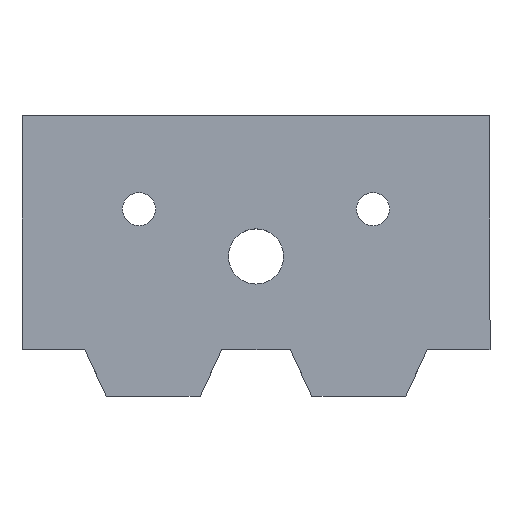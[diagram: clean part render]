
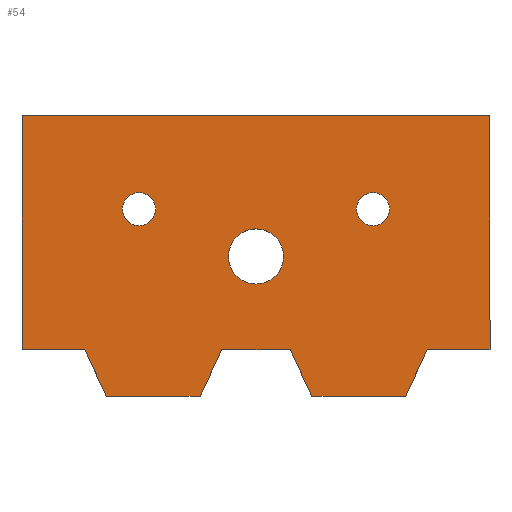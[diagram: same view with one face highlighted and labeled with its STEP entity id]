
A CAD part, top view. The second image highlights one B-rep face of the part: STEP entity #54.
In plain terms, the highlighted planar face has unit normal (0, 0, 1).
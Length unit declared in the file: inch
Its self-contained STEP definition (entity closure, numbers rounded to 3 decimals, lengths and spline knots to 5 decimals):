
#2 = LINE ( 'NONE', #288, #663 ) ;
#6 = VERTEX_POINT ( 'NONE', #522 ) ;
#10 = EDGE_LOOP ( 'NONE', ( #341, #584 ) ) ;
#13 = DIRECTION ( 'NONE',  ( 1., 0., 0. ) ) ;
#23 = ORIENTED_EDGE ( 'NONE', *, *, #467, .F. ) ;
#28 = VERTEX_POINT ( 'NONE', #421 ) ;
#34 = DIRECTION ( 'NONE',  ( 0., 0., 1. ) ) ;
#35 = DIRECTION ( 'NONE',  ( 1., 0., 0. ) ) ;
#44 = ORIENTED_EDGE ( 'NONE', *, *, #646, .T. ) ;
#46 = CARTESIAN_POINT ( 'NONE',  ( 2.5, -0.99465, 0.5 ) ) ;
#49 = EDGE_LOOP ( 'NONE', ( #363, #696 ) ) ;
#54 = ADVANCED_FACE ( 'NONE', ( #182, #724, #59, #168 ), #196, .T. ) ;
#59 = FACE_BOUND ( 'NONE', #389, .T. ) ;
#69 = EDGE_CURVE ( 'NONE', #136, #262, #466, .T. ) ;
#73 = CIRCLE ( 'NONE', #213, 0.17717 ) ;
#74 = VERTEX_POINT ( 'NONE', #143 ) ;
#78 = CARTESIAN_POINT ( 'NONE',  ( 0., -0.99465, 0.5 ) ) ;
#82 = VECTOR ( 'NONE', #195, 39.37008 ) ;
#84 = EDGE_CURVE ( 'NONE', #707, #590, #567, .T. ) ;
#91 = CARTESIAN_POINT ( 'NONE',  ( 0., 1.50535, 0.5 ) ) ;
#93 = ORIENTED_EDGE ( 'NONE', *, *, #698, .T. ) ;
#94 = CARTESIAN_POINT ( 'NONE',  ( 0., 0., 0.5 ) ) ;
#97 = AXIS2_PLACEMENT_3D ( 'NONE', #300, #34, #417 ) ;
#105 = CARTESIAN_POINT ( 'NONE',  ( 1.83071, -0.99465, 0.5 ) ) ;
#119 = EDGE_CURVE ( 'NONE', #28, #260, #265, .T. ) ;
#127 = EDGE_CURVE ( 'NONE', #262, #136, #628, .T. ) ;
#128 = AXIS2_PLACEMENT_3D ( 'NONE', #403, #176, #279 ) ;
#134 = VERTEX_POINT ( 'NONE', #303 ) ;
#136 = VERTEX_POINT ( 'NONE', #140 ) ;
#140 = CARTESIAN_POINT ( 'NONE',  ( 0.29528, 0., 0.5 ) ) ;
#143 = CARTESIAN_POINT ( 'NONE',  ( -2.5, -0.99465, 0.5 ) ) ;
#146 = CARTESIAN_POINT ( 'NONE',  ( 0.08166, -0.03808, 0.5 ) ) ;
#161 = ORIENTED_EDGE ( 'NONE', *, *, #538, .F. ) ;
#167 = EDGE_CURVE ( 'NONE', #332, #134, #475, .T. ) ;
#168 = FACE_BOUND ( 'NONE', #49, .T. ) ;
#170 = ORIENTED_EDGE ( 'NONE', *, *, #504, .F. ) ;
#175 = CARTESIAN_POINT ( 'NONE',  ( 1.25, 0.50535, 0.5 ) ) ;
#176 = DIRECTION ( 'NONE',  ( 0., 0., -1. ) ) ;
#182 = FACE_OUTER_BOUND ( 'NONE', #635, .T. ) ;
#195 = DIRECTION ( 'NONE',  ( 1., 0., 0. ) ) ;
#196 = PLANE ( 'NONE',  #511 ) ;
#204 = LINE ( 'NONE', #600, #492 ) ;
#205 = CARTESIAN_POINT ( 'NONE',  ( -1.88471, -0.87885, 0.5 ) ) ;
#213 = AXIS2_PLACEMENT_3D ( 'NONE', #579, #297, #574 ) ;
#237 = CARTESIAN_POINT ( 'NONE',  ( -1.42717, 0.50535, 0.5 ) ) ;
#245 = CARTESIAN_POINT ( 'NONE',  ( 0., -0.99465, 0.5 ) ) ;
#250 = CARTESIAN_POINT ( 'NONE',  ( -2.5, 0., 0.5 ) ) ;
#260 = VERTEX_POINT ( 'NONE', #433 ) ;
#262 = VERTEX_POINT ( 'NONE', #723 ) ;
#265 = LINE ( 'NONE', #91, #680 ) ;
#269 = DIRECTION ( 'NONE',  ( 0.423, -0.906, 0. ) ) ;
#274 = LINE ( 'NONE', #669, #712 ) ;
#278 = DIRECTION ( 'NONE',  ( -1., 0., 0. ) ) ;
#279 = DIRECTION ( 'NONE',  ( 1., 0., 0. ) ) ;
#288 = CARTESIAN_POINT ( 'NONE',  ( 0., -0.99465, 0.5 ) ) ;
#297 = DIRECTION ( 'NONE',  ( 0., 0., -1. ) ) ;
#300 = CARTESIAN_POINT ( 'NONE',  ( 0., 0., 0.5 ) ) ;
#303 = CARTESIAN_POINT ( 'NONE',  ( -1.59755, -1.49465, 0.5 ) ) ;
#311 = DIRECTION ( 'NONE',  ( 0., 1., 0. ) ) ;
#313 = VERTEX_POINT ( 'NONE', #46 ) ;
#332 = VERTEX_POINT ( 'NONE', #665 ) ;
#336 = DIRECTION ( 'NONE',  ( 0., 0., 1. ) ) ;
#338 = LINE ( 'NONE', #619, #508 ) ;
#341 = ORIENTED_EDGE ( 'NONE', *, *, #127, .F. ) ;
#342 = CARTESIAN_POINT ( 'NONE',  ( 1.59755, -1.49465, 0.5 ) ) ;
#346 = CARTESIAN_POINT ( 'NONE',  ( -1.07283, 0.50535, 0.5 ) ) ;
#349 = VECTOR ( 'NONE', #368, 39.37008 ) ;
#351 = CARTESIAN_POINT ( 'NONE',  ( -0.3644, -0.99465, 0.5 ) ) ;
#354 = EDGE_CURVE ( 'NONE', #313, #260, #274, .T. ) ;
#358 = AXIS2_PLACEMENT_3D ( 'NONE', #175, #514, #566 ) ;
#361 = DIRECTION ( 'NONE',  ( 0., 0., 1. ) ) ;
#362 = ORIENTED_EDGE ( 'NONE', *, *, #711, .F. ) ;
#363 = ORIENTED_EDGE ( 'NONE', *, *, #528, .T. ) ;
#364 = DIRECTION ( 'NONE',  ( 0., 0., 1. ) ) ;
#365 = LINE ( 'NONE', #393, #610 ) ;
#368 = DIRECTION ( 'NONE',  ( -0.423, -0.906, 0. ) ) ;
#375 = VECTOR ( 'NONE', #278, 39.37008 ) ;
#382 = AXIS2_PLACEMENT_3D ( 'NONE', #470, #361, #697 ) ;
#385 = CIRCLE ( 'NONE', #128, 0.17717 ) ;
#389 = EDGE_LOOP ( 'NONE', ( #161, #621 ) ) ;
#391 = ORIENTED_EDGE ( 'NONE', *, *, #426, .T. ) ;
#393 = CARTESIAN_POINT ( 'NONE',  ( 0., -1.49465, 0.5 ) ) ;
#403 = CARTESIAN_POINT ( 'NONE',  ( -1.25, 0.50535, 0.5 ) ) ;
#409 = VECTOR ( 'NONE', #311, 39.37008 ) ;
#411 = DIRECTION ( 'NONE',  ( 0.423, -0.906, 0. ) ) ;
#417 = DIRECTION ( 'NONE',  ( 1., 0., 0. ) ) ;
#420 = AXIS2_PLACEMENT_3D ( 'NONE', #507, #336, #679 ) ;
#421 = CARTESIAN_POINT ( 'NONE',  ( -2.5, 1.50535, 0.5 ) ) ;
#426 = EDGE_CURVE ( 'NONE', #6, #681, #338, .T. ) ;
#433 = CARTESIAN_POINT ( 'NONE',  ( 2.5, 1.50535, 0.5 ) ) ;
#440 = LINE ( 'NONE', #245, #82 ) ;
#453 = LINE ( 'NONE', #146, #349 ) ;
#466 = CIRCLE ( 'NONE', #382, 0.29528 ) ;
#467 = EDGE_CURVE ( 'NONE', #582, #134, #365, .T. ) ;
#470 = CARTESIAN_POINT ( 'NONE',  ( 0., 0., 0.5 ) ) ;
#475 = LINE ( 'NONE', #205, #592 ) ;
#477 = CARTESIAN_POINT ( 'NONE',  ( 1.88471, -0.87885, 0.5 ) ) ;
#487 = CARTESIAN_POINT ( 'NONE',  ( 0.59755, -1.49465, 0.5 ) ) ;
#492 = VECTOR ( 'NONE', #604, 39.37008 ) ;
#494 = EDGE_CURVE ( 'NONE', #537, #645, #643, .T. ) ;
#496 = ORIENTED_EDGE ( 'NONE', *, *, #578, .T. ) ;
#504 = EDGE_CURVE ( 'NONE', #6, #561, #678, .T. ) ;
#505 = DIRECTION ( 'NONE',  ( 0., 1., 0. ) ) ;
#507 = CARTESIAN_POINT ( 'NONE',  ( 1.25, 0.50535, 0.5 ) ) ;
#508 = VECTOR ( 'NONE', #269, 39.37008 ) ;
#511 = AXIS2_PLACEMENT_3D ( 'NONE', #94, #364, #35 ) ;
#514 = DIRECTION ( 'NONE',  ( 0., 0., 1. ) ) ;
#519 = CARTESIAN_POINT ( 'NONE',  ( 1.42717, 0.50535, 0.5 ) ) ;
#522 = CARTESIAN_POINT ( 'NONE',  ( 0.3644, -0.99465, 0.5 ) ) ;
#528 = EDGE_CURVE ( 'NONE', #575, #620, #385, .T. ) ;
#537 = VERTEX_POINT ( 'NONE', #519 ) ;
#538 = EDGE_CURVE ( 'NONE', #645, #537, #589, .T. ) ;
#550 = ORIENTED_EDGE ( 'NONE', *, *, #354, .T. ) ;
#561 = VERTEX_POINT ( 'NONE', #351 ) ;
#566 = DIRECTION ( 'NONE',  ( 1., 0., 0. ) ) ;
#567 = LINE ( 'NONE', #477, #585 ) ;
#572 = EDGE_CURVE ( 'NONE', #620, #575, #73, .T. ) ;
#574 = DIRECTION ( 'NONE',  ( 1., 0., 0. ) ) ;
#575 = VERTEX_POINT ( 'NONE', #237 ) ;
#578 = EDGE_CURVE ( 'NONE', #707, #313, #2, .T. ) ;
#579 = CARTESIAN_POINT ( 'NONE',  ( -1.25, 0.50535, 0.5 ) ) ;
#582 = VERTEX_POINT ( 'NONE', #688 ) ;
#584 = ORIENTED_EDGE ( 'NONE', *, *, #69, .F. ) ;
#585 = VECTOR ( 'NONE', #596, 39.37008 ) ;
#589 = CIRCLE ( 'NONE', #420, 0.17717 ) ;
#590 = VERTEX_POINT ( 'NONE', #342 ) ;
#591 = DIRECTION ( 'NONE',  ( 1., 0., 0. ) ) ;
#592 = VECTOR ( 'NONE', #411, 39.37008 ) ;
#596 = DIRECTION ( 'NONE',  ( -0.423, -0.906, 0. ) ) ;
#600 = CARTESIAN_POINT ( 'NONE',  ( 0., -1.49465, 0.5 ) ) ;
#604 = DIRECTION ( 'NONE',  ( 1., 0., 0. ) ) ;
#610 = VECTOR ( 'NONE', #622, 39.37008 ) ;
#616 = ORIENTED_EDGE ( 'NONE', *, *, #167, .T. ) ;
#619 = CARTESIAN_POINT ( 'NONE',  ( -0.08166, -0.03808, 0.5 ) ) ;
#620 = VERTEX_POINT ( 'NONE', #346 ) ;
#621 = ORIENTED_EDGE ( 'NONE', *, *, #494, .F. ) ;
#622 = DIRECTION ( 'NONE',  ( -1., 0., 0. ) ) ;
#628 = CIRCLE ( 'NONE', #97, 0.29528 ) ;
#635 = EDGE_LOOP ( 'NONE', ( #674, #496, #550, #720, #726, #44, #616, #23, #362, #170, #391, #93 ) ) ;
#641 = CARTESIAN_POINT ( 'NONE',  ( 1.07283, 0.50535, 0.5 ) ) ;
#643 = CIRCLE ( 'NONE', #358, 0.17717 ) ;
#645 = VERTEX_POINT ( 'NONE', #641 ) ;
#646 = EDGE_CURVE ( 'NONE', #74, #332, #440, .T. ) ;
#654 = LINE ( 'NONE', #250, #409 ) ;
#663 = VECTOR ( 'NONE', #13, 39.37008 ) ;
#665 = CARTESIAN_POINT ( 'NONE',  ( -1.83071, -0.99465, 0.5 ) ) ;
#669 = CARTESIAN_POINT ( 'NONE',  ( 2.5, 0., 0.5 ) ) ;
#671 = EDGE_CURVE ( 'NONE', #74, #28, #654, .T. ) ;
#674 = ORIENTED_EDGE ( 'NONE', *, *, #84, .F. ) ;
#678 = LINE ( 'NONE', #78, #375 ) ;
#679 = DIRECTION ( 'NONE',  ( 1., 0., 0. ) ) ;
#680 = VECTOR ( 'NONE', #591, 39.37008 ) ;
#681 = VERTEX_POINT ( 'NONE', #487 ) ;
#688 = CARTESIAN_POINT ( 'NONE',  ( -0.59755, -1.49465, 0.5 ) ) ;
#696 = ORIENTED_EDGE ( 'NONE', *, *, #572, .T. ) ;
#697 = DIRECTION ( 'NONE',  ( 1., 0., 0. ) ) ;
#698 = EDGE_CURVE ( 'NONE', #681, #590, #204, .T. ) ;
#707 = VERTEX_POINT ( 'NONE', #105 ) ;
#711 = EDGE_CURVE ( 'NONE', #561, #582, #453, .T. ) ;
#712 = VECTOR ( 'NONE', #505, 39.37008 ) ;
#720 = ORIENTED_EDGE ( 'NONE', *, *, #119, .F. ) ;
#723 = CARTESIAN_POINT ( 'NONE',  ( -0.29528, 0., 0.5 ) ) ;
#724 = FACE_BOUND ( 'NONE', #10, .T. ) ;
#726 = ORIENTED_EDGE ( 'NONE', *, *, #671, .F. ) ;
